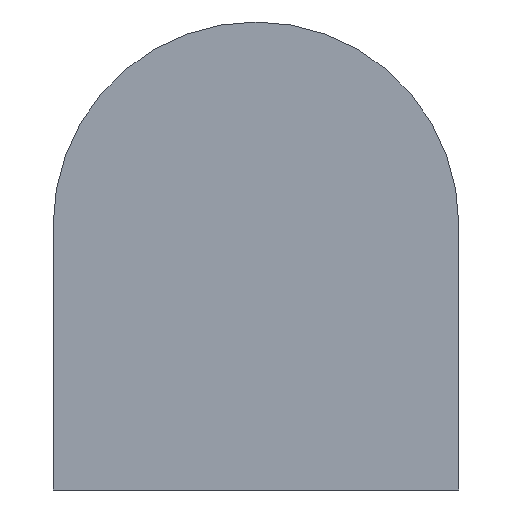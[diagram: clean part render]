
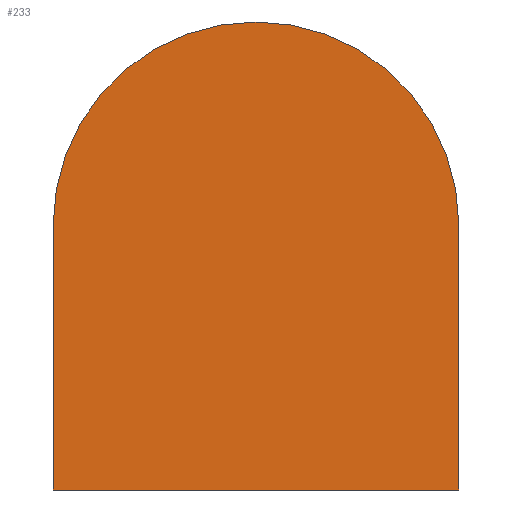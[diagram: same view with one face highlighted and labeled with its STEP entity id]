
A CAD part, front view. The second image highlights one B-rep face of the part: STEP entity #233.
In plain terms, the highlighted planar face has unit normal (0, -1, 0).
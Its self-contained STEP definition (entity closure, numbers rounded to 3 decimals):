
#4 = VECTOR ( 'NONE', #9, 1000. ) ;
#6 = VERTEX_POINT ( 'NONE', #132 ) ;
#9 = DIRECTION ( 'NONE',  ( 0., 0., 1. ) ) ;
#27 = LINE ( 'NONE', #192, #167 ) ;
#50 = CARTESIAN_POINT ( 'NONE',  ( -6.5, 0., 1. ) ) ;
#57 = ORIENTED_EDGE ( 'NONE', *, *, #123, .T. ) ;
#59 = EDGE_CURVE ( 'NONE', #146, #111, #158, .T. ) ;
#62 = DIRECTION ( 'NONE',  ( 0., -1., 0. ) ) ;
#76 = CARTESIAN_POINT ( 'NONE',  ( 6.5, 0., 0. ) ) ;
#77 = CARTESIAN_POINT ( 'NONE',  ( 0., 0., 1. ) ) ;
#82 = DIRECTION ( 'NONE',  ( 0., 0., -1. ) ) ;
#85 = EDGE_CURVE ( 'NONE', #188, #146, #153, .T. ) ;
#87 = ORIENTED_EDGE ( 'NONE', *, *, #85, .T. ) ;
#89 = EDGE_LOOP ( 'NONE', ( #57, #87, #218, #202 ) ) ;
#98 = CARTESIAN_POINT ( 'NONE',  ( -6.5, 0., 0. ) ) ;
#101 = DIRECTION ( 'NONE',  ( 0., 1., 0. ) ) ;
#105 = EDGE_CURVE ( 'NONE', #111, #6, #219, .T. ) ;
#111 = VERTEX_POINT ( 'NONE', #50 ) ;
#112 = CARTESIAN_POINT ( 'NONE',  ( 6.5, 0., 1. ) ) ;
#116 = DIRECTION ( 'NONE',  ( 1., 0., 0. ) ) ;
#123 = EDGE_CURVE ( 'NONE', #6, #188, #27, .T. ) ;
#132 = CARTESIAN_POINT ( 'NONE',  ( -6.5, 0., -7.5 ) ) ;
#146 = VERTEX_POINT ( 'NONE', #112 ) ;
#152 = DIRECTION ( 'NONE',  ( 1., 0., 0. ) ) ;
#153 = LINE ( 'NONE', #76, #4 ) ;
#158 = CIRCLE ( 'NONE', #189, 6.5 ) ;
#166 = DIRECTION ( 'NONE',  ( 0., 0., 1. ) ) ;
#167 = VECTOR ( 'NONE', #116, 1000. ) ;
#173 = PLANE ( 'NONE',  #237 ) ;
#182 = FACE_OUTER_BOUND ( 'NONE', #89, .T. ) ;
#188 = VERTEX_POINT ( 'NONE', #224 ) ;
#189 = AXIS2_PLACEMENT_3D ( 'NONE', #77, #62, #166 ) ;
#192 = CARTESIAN_POINT ( 'NONE',  ( 0., 0., -7.5 ) ) ;
#202 = ORIENTED_EDGE ( 'NONE', *, *, #105, .T. ) ;
#210 = CARTESIAN_POINT ( 'NONE',  ( 0., 0., 0. ) ) ;
#213 = VECTOR ( 'NONE', #82, 1000. ) ;
#218 = ORIENTED_EDGE ( 'NONE', *, *, #59, .T. ) ;
#219 = LINE ( 'NONE', #98, #213 ) ;
#224 = CARTESIAN_POINT ( 'NONE',  ( 6.5, 0., -7.5 ) ) ;
#233 = ADVANCED_FACE ( 'NONE', ( #182 ), #173, .F. ) ;
#237 = AXIS2_PLACEMENT_3D ( 'NONE', #210, #101, #152 ) ;
